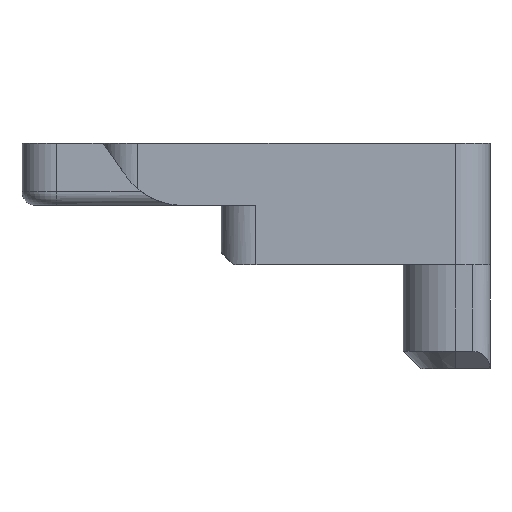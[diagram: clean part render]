
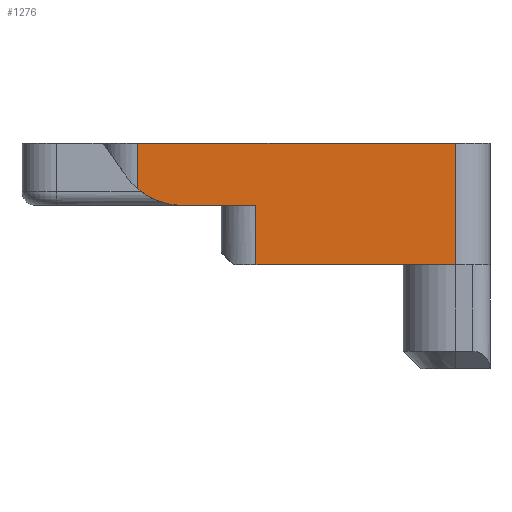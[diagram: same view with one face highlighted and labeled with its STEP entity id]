
A CAD part, front view. The second image highlights one B-rep face of the part: STEP entity #1276.
In plain terms, the highlighted planar face has unit normal (0, -1, 0).
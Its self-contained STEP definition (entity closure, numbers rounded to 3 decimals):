
#29 = DIRECTION ( 'NONE',  ( 0., 1., 0. ) ) ;
#44 = CARTESIAN_POINT ( 'NONE',  ( -10.74, 14.536, 4.708 ) ) ;
#57 = VERTEX_POINT ( 'NONE', #69 ) ;
#69 = CARTESIAN_POINT ( 'NONE',  ( -6.102, 14.536, 4.708 ) ) ;
#91 = CARTESIAN_POINT ( 'NONE',  ( 1.76, 14.536, 6.5 ) ) ;
#122 = DIRECTION ( 'NONE',  ( 0., 0., -1. ) ) ;
#134 = VERTEX_POINT ( 'NONE', #374 ) ;
#172 = CARTESIAN_POINT ( 'NONE',  ( -3.99, 14.536, 3. ) ) ;
#175 = EDGE_CURVE ( 'NONE', #134, #57, #618, .T. ) ;
#176 = DIRECTION ( 'NONE',  ( 1., 0., 0. ) ) ;
#232 = LINE ( 'NONE', #1173, #561 ) ;
#240 = CARTESIAN_POINT ( 'NONE',  ( -7.401, 14.536, 5.188 ) ) ;
#262 = EDGE_CURVE ( 'NONE', #1083, #1482, #852, .T. ) ;
#330 = DIRECTION ( 'NONE',  ( 0., 0., 1. ) ) ;
#367 = PLANE ( 'NONE',  #1314 ) ;
#374 = CARTESIAN_POINT ( 'NONE',  ( -3.99, 14.536, 4.708 ) ) ;
#375 = DIRECTION ( 'NONE',  ( 0., 0., 1. ) ) ;
#394 = ORIENTED_EDGE ( 'NONE', *, *, #1418, .T. ) ;
#474 = VECTOR ( 'NONE', #176, 1000. ) ;
#475 = VECTOR ( 'NONE', #901, 1000. ) ;
#507 = DIRECTION ( 'NONE',  ( -1., 0., 0. ) ) ;
#561 = VECTOR ( 'NONE', #122, 1000. ) ;
#568 = LINE ( 'NONE', #1514, #1207 ) ;
#603 = EDGE_CURVE ( 'NONE', #823, #1482, #1407, .T. ) ;
#618 = LINE ( 'NONE', #44, #1299 ) ;
#659 = VERTEX_POINT ( 'NONE', #172 ) ;
#696 = EDGE_CURVE ( 'NONE', #659, #823, #1355, .T. ) ;
#758 = CIRCLE ( 'NONE', #953, 2. ) ;
#767 = CARTESIAN_POINT ( 'NONE',  ( -10.74, 14.536, 3. ) ) ;
#794 = VERTEX_POINT ( 'NONE', #240 ) ;
#810 = ORIENTED_EDGE ( 'NONE', *, *, #1079, .F. ) ;
#811 = EDGE_CURVE ( 'NONE', #134, #659, #232, .T. ) ;
#823 = VERTEX_POINT ( 'NONE', #1323 ) ;
#833 = CARTESIAN_POINT ( 'NONE',  ( -10.74, 14.536, 6.5 ) ) ;
#852 = LINE ( 'NONE', #1358, #474 ) ;
#901 = DIRECTION ( 'NONE',  ( 0., 0., 1. ) ) ;
#920 = CARTESIAN_POINT ( 'NONE',  ( -7.401, 14.536, 6.5 ) ) ;
#937 = ORIENTED_EDGE ( 'NONE', *, *, #175, .F. ) ;
#953 = AXIS2_PLACEMENT_3D ( 'NONE', #1530, #1015, #330 ) ;
#1015 = DIRECTION ( 'NONE',  ( 0., -1., 0. ) ) ;
#1021 = VECTOR ( 'NONE', #1494, 1000. ) ;
#1023 = CARTESIAN_POINT ( 'NONE',  ( 1.76, 14.536, 6.5 ) ) ;
#1075 = ORIENTED_EDGE ( 'NONE', *, *, #603, .T. ) ;
#1079 = EDGE_CURVE ( 'NONE', #794, #1083, #568, .T. ) ;
#1083 = VERTEX_POINT ( 'NONE', #920 ) ;
#1172 = ORIENTED_EDGE ( 'NONE', *, *, #262, .F. ) ;
#1173 = CARTESIAN_POINT ( 'NONE',  ( -3.99, 14.536, 3. ) ) ;
#1175 = DIRECTION ( 'NONE',  ( 0., 0., 1. ) ) ;
#1207 = VECTOR ( 'NONE', #1175, 1000. ) ;
#1276 = ADVANCED_FACE ( 'NONE', ( #1440 ), #367, .F. ) ;
#1299 = VECTOR ( 'NONE', #507, 1000. ) ;
#1306 = ORIENTED_EDGE ( 'NONE', *, *, #811, .T. ) ;
#1314 = AXIS2_PLACEMENT_3D ( 'NONE', #833, #29, #375 ) ;
#1323 = CARTESIAN_POINT ( 'NONE',  ( 1.76, 14.536, 3. ) ) ;
#1334 = EDGE_LOOP ( 'NONE', ( #937, #1306, #1412, #1075, #1172, #810, #394 ) ) ;
#1355 = LINE ( 'NONE', #767, #1021 ) ;
#1358 = CARTESIAN_POINT ( 'NONE',  ( -10.74, 14.536, 6.5 ) ) ;
#1407 = LINE ( 'NONE', #91, #475 ) ;
#1412 = ORIENTED_EDGE ( 'NONE', *, *, #696, .T. ) ;
#1418 = EDGE_CURVE ( 'NONE', #794, #57, #758, .T. ) ;
#1440 = FACE_OUTER_BOUND ( 'NONE', #1334, .T. ) ;
#1482 = VERTEX_POINT ( 'NONE', #1023 ) ;
#1494 = DIRECTION ( 'NONE',  ( 1., 0., 0. ) ) ;
#1514 = CARTESIAN_POINT ( 'NONE',  ( -7.401, 14.536, 4.5 ) ) ;
#1530 = CARTESIAN_POINT ( 'NONE',  ( -6.102, 14.536, 6.708 ) ) ;
